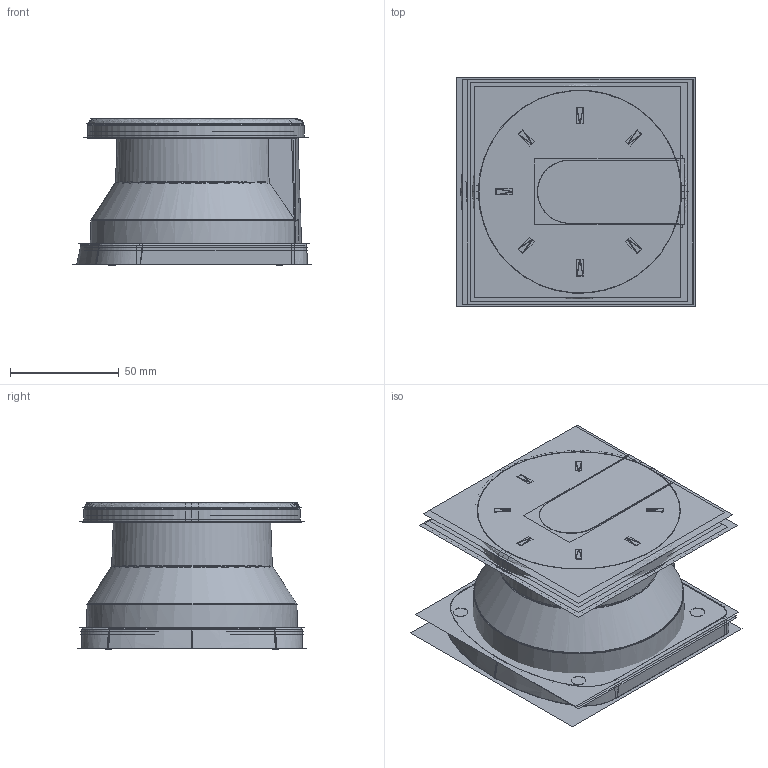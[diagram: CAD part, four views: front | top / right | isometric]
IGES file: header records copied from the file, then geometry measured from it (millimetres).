
Start section:  PTC IGES file: 216562.igs
Global section: file name: 216562.igs; native system: Creo Parametric by PTC Inc.; preprocessor: 2019292; author: PDMAdmin; organization: Unknown; date: 20200311.141332; units: millimetre
Bounding box: 110.28 x 105.66 x 67.66 mm (x, y, z)
Surface area: 1622386 mm2
Topology: 8 solids, 10 shells, 724 faces, 4332 edges, 6066 vertices
Faces by surface type: revolution 450, bspline 274
